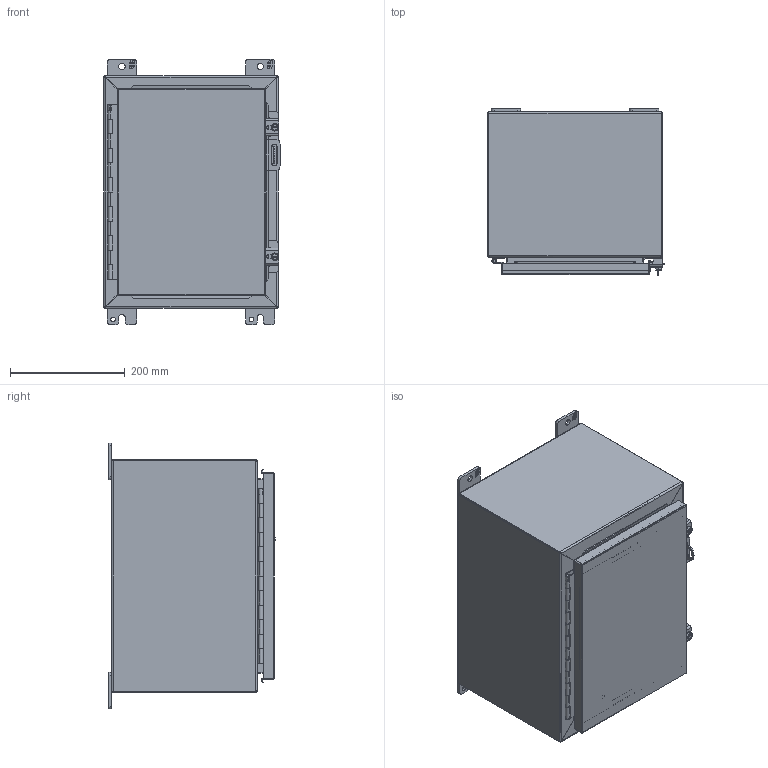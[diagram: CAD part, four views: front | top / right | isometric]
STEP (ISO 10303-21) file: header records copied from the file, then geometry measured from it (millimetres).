
FILE_DESCRIPTION (( 'STEP AP214' ), '1' );
FILE_NAME ('1418B10.STEP', '2019-10-18T20:32:17', ( '' ), ( '' ), 'SwSTEP 2.0', 'SolidWorks 2019', '' );
FILE_SCHEMA (( 'AUTOMOTIVE_DESIGN' ));
Length unit declared in the file: inch
Products named in the file (1): 1418B10
Bounding box: 307.98 x 290.5 x 463.55 mm (x, y, z)
Volume: 3217306 mm3; surface area: 1631091.3 mm2
Topology: 37 solids, 37 shells, 894 faces, 2251 edges, 1455 vertices
Faces by surface type: plane 633, cylinder 219, bspline 32, cone 6, sphere 4
Full cylindrical faces by diameter (mm): 3.175 x1, 4.763 x1, 5.41 x2, 6.198 x2, 6.35 x2, 6.731 x2, 7.137 x2, 7.805 x2, 7.937 x2, 7.938 x2, 8.382 x4, 9.525 x4, 9.906 x2, 11.112 x2, 11.113 x2, 11.303 x2, 12.7 x6, 16.51 x4, 25.4 x2
Entity records: 39410 total; most frequent: CARTESIAN_POINT 6653, ORIENTED_EDGE 4370, DIRECTION 4204, EDGE_CURVE 2185, LINE 1680, VECTOR 1680, VERTEX_POINT 1455, AXIS2_PLACEMENT_3D 1262
